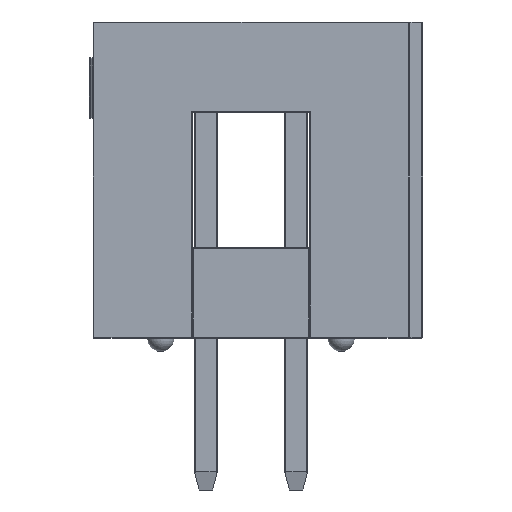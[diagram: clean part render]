
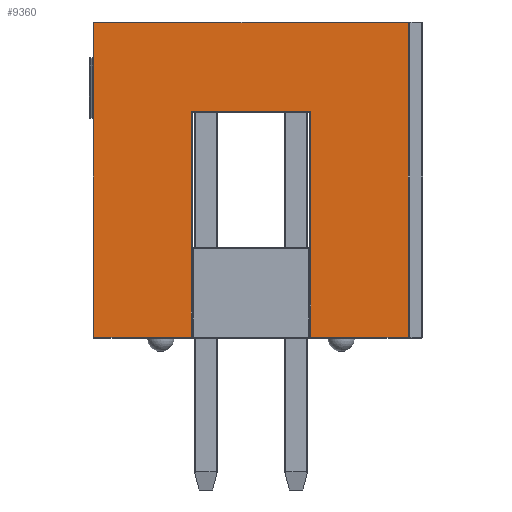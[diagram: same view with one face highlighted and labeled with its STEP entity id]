
A CAD part, left-side view. The second image highlights one B-rep face of the part: STEP entity #9360.
In plain terms, the highlighted planar face has unit normal (-1, 0, 0).
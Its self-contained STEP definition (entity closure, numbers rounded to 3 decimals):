
#686=CIRCLE('',#10061,0.051);
#828=PLANE('',#10223);
#1292=FACE_OUTER_BOUND('',#1865,.T.);
#1865=EDGE_LOOP('',(#7492,#7493,#7494,#7495,#7496,#7497,#7498,#7499,#7500));
#2307=LINE('',#13923,#3236);
#2324=LINE('',#14149,#3253);
#2328=LINE('',#14173,#3257);
#2359=LINE('',#14325,#3288);
#2361=LINE('',#14328,#3290);
#2366=LINE('',#14336,#3295);
#2369=LINE('',#14340,#3298);
#2421=LINE('',#14418,#3350);
#3236=VECTOR('',#11142,10.);
#3253=VECTOR('',#11291,10.);
#3257=VECTOR('',#11319,10.);
#3288=VECTOR('',#11500,10.);
#3290=VECTOR('',#11504,10.);
#3295=VECTOR('',#11515,10.);
#3298=VECTOR('',#11520,10.);
#3350=VECTOR('',#11624,10.);
#4249=VERTEX_POINT('',#13571);
#4286=VERTEX_POINT('',#13780);
#4305=VERTEX_POINT('',#13922);
#4350=VERTEX_POINT('',#14142);
#4359=VERTEX_POINT('',#14167);
#4360=VERTEX_POINT('',#14169);
#4385=VERTEX_POINT('',#14241);
#4386=VERTEX_POINT('',#14245);
#4399=VERTEX_POINT('',#14289);
#5226=EDGE_CURVE('',#4249,#4305,#2307,.T.);
#5291=EDGE_CURVE('',#4350,#4286,#2324,.T.);
#5301=EDGE_CURVE('',#4359,#4360,#686,.T.);
#5303=EDGE_CURVE('',#4305,#4359,#2328,.T.);
#5380=EDGE_CURVE('',#4386,#4399,#2359,.T.);
#5382=EDGE_CURVE('',#4399,#4385,#2361,.T.);
#5387=EDGE_CURVE('',#4360,#4386,#2366,.T.);
#5390=EDGE_CURVE('',#4385,#4350,#2369,.T.);
#5442=EDGE_CURVE('',#4286,#4249,#2421,.T.);
#7492=ORIENTED_EDGE('',*,*,#5380,.F.);
#7493=ORIENTED_EDGE('',*,*,#5387,.F.);
#7494=ORIENTED_EDGE('',*,*,#5301,.F.);
#7495=ORIENTED_EDGE('',*,*,#5303,.F.);
#7496=ORIENTED_EDGE('',*,*,#5226,.F.);
#7497=ORIENTED_EDGE('',*,*,#5442,.F.);
#7498=ORIENTED_EDGE('',*,*,#5291,.F.);
#7499=ORIENTED_EDGE('',*,*,#5390,.F.);
#7500=ORIENTED_EDGE('',*,*,#5382,.F.);
#9360=ADVANCED_FACE('',(#1292),#828,.T.);
#10061=AXIS2_PLACEMENT_3D('',#14170,#11313,#11314);
#10223=AXIS2_PLACEMENT_3D('',#14816,#11929,#11930);
#11142=DIRECTION('',(0.,0.,1.));
#11291=DIRECTION('',(0.,0.,-1.));
#11313=DIRECTION('center_axis',(-1.,0.,0.));
#11314=DIRECTION('ref_axis',(0.,0.707,0.707));
#11319=DIRECTION('',(0.,1.,0.));
#11500=DIRECTION('',(0.,1.,0.));
#11504=DIRECTION('',(0.,0.,1.));
#11515=DIRECTION('',(0.,0.,-1.));
#11520=DIRECTION('',(0.,-1.,0.));
#11624=DIRECTION('',(0.,1.,0.));
#11929=DIRECTION('center_axis',(-1.,0.,0.));
#11930=DIRECTION('ref_axis',(0.,-1.,0.));
#13571=CARTESIAN_POINT('',(-24.765,-1.676,0.025));
#13780=CARTESIAN_POINT('',(-24.765,-4.42,0.025));
#13922=CARTESIAN_POINT('',(-24.765,-1.676,6.375));
#13923=CARTESIAN_POINT('',(-24.765,-1.676,3.175));
#14142=CARTESIAN_POINT('',(-24.765,-4.42,8.865));
#14149=CARTESIAN_POINT('',(-24.765,-4.42,0.));
#14167=CARTESIAN_POINT('',(-24.765,1.626,6.375));
#14169=CARTESIAN_POINT('',(-24.765,1.676,6.325));
#14170=CARTESIAN_POINT('Origin',(-24.765,1.626,6.325));
#14173=CARTESIAN_POINT('',(-24.765,3.048,6.375));
#14241=CARTESIAN_POINT('',(-24.765,4.42,8.865));
#14245=CARTESIAN_POINT('',(-24.765,1.676,0.025));
#14289=CARTESIAN_POINT('',(-24.765,4.42,0.025));
#14325=CARTESIAN_POINT('',(-24.765,2.223,0.025));
#14328=CARTESIAN_POINT('',(-24.765,4.42,0.));
#14336=CARTESIAN_POINT('',(-24.765,1.676,0.));
#14340=CARTESIAN_POINT('',(-24.765,2.223,8.865));
#14418=CARTESIAN_POINT('',(-24.765,2.223,0.025));
#14816=CARTESIAN_POINT('Origin',(-24.765,4.445,0.));
